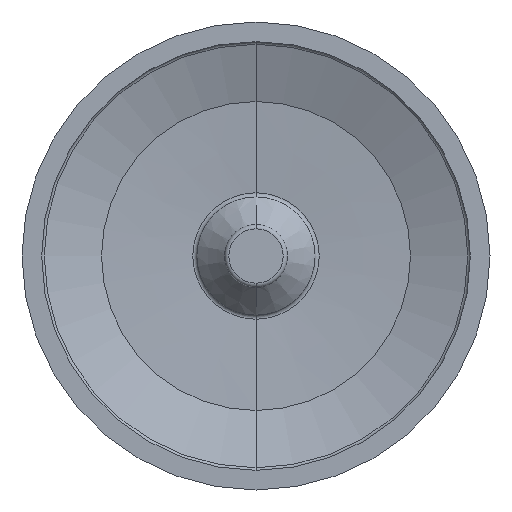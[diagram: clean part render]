
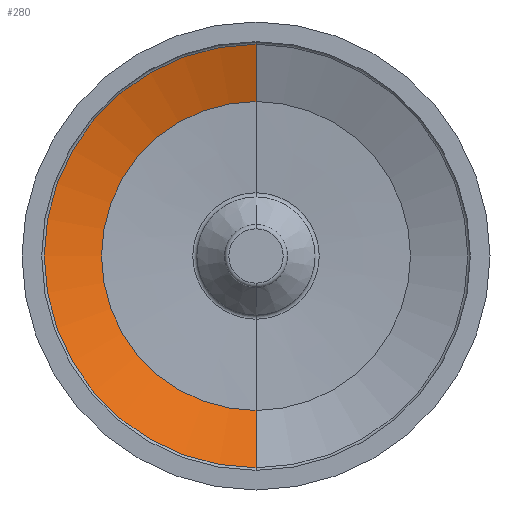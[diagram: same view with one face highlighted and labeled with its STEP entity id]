
A CAD part, front view. The second image highlights one B-rep face of the part: STEP entity #280.
In plain terms, the highlighted conical face has half-angle 70 degrees and reference radius 53.842 mm.
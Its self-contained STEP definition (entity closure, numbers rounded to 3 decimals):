
#2 = DIRECTION ( 'NONE',  ( 0., -0.342, -0.94 ) ) ;
#29 = CARTESIAN_POINT ( 'NONE',  ( 59.5, 7., -53.842 ) ) ;
#37 = ORIENTED_EDGE ( 'NONE', *, *, #998, .T. ) ;
#41 = DIRECTION ( 'NONE',  ( 0., -0.342, 0.94 ) ) ;
#46 = DIRECTION ( 'NONE',  ( 0., 0., 1. ) ) ;
#47 = DIRECTION ( 'NONE',  ( 0., 1., 0. ) ) ;
#53 = CARTESIAN_POINT ( 'NONE',  ( 59.5, 7., 0. ) ) ;
#55 = CARTESIAN_POINT ( 'NONE',  ( 59.5, 7., 53.842 ) ) ;
#60 = CARTESIAN_POINT ( 'NONE',  ( 59.5, 7., 53.842 ) ) ;
#87 = ORIENTED_EDGE ( 'NONE', *, *, #991, .F. ) ;
#117 = ORIENTED_EDGE ( 'NONE', *, *, #1000, .F. ) ;
#167 = VERTEX_POINT ( 'NONE', #650 ) ;
#237 = CONICAL_SURFACE ( 'NONE', #868, 53.842, 1.222 ) ;
#280 = ADVANCED_FACE ( 'NONE', ( #717 ), #237, .F. ) ;
#303 = EDGE_LOOP ( 'NONE', ( #743, #37, #87, #117 ) ) ;
#342 = AXIS2_PLACEMENT_3D ( 'NONE', #53, #47, #46 ) ;
#426 = LINE ( 'NONE', #60, #778 ) ;
#499 = DIRECTION ( 'NONE',  ( 0., -1., 0. ) ) ;
#576 = AXIS2_PLACEMENT_3D ( 'NONE', #602, #597, #592 ) ;
#592 = DIRECTION ( 'NONE',  ( 0., 0., 1. ) ) ;
#597 = DIRECTION ( 'NONE',  ( 0., 1., 0. ) ) ;
#602 = CARTESIAN_POINT ( 'NONE',  ( 59.5, 12.303, 0. ) ) ;
#621 = CARTESIAN_POINT ( 'NONE',  ( 59.5, 7., -53.842 ) ) ;
#650 = CARTESIAN_POINT ( 'NONE',  ( 59.5, 12.303, -39.273 ) ) ;
#657 = CARTESIAN_POINT ( 'NONE',  ( 59.5, 12.303, 39.273 ) ) ;
#691 = VERTEX_POINT ( 'NONE', #657 ) ;
#717 = FACE_OUTER_BOUND ( 'NONE', #303, .T. ) ;
#743 = ORIENTED_EDGE ( 'NONE', *, *, #896, .T. ) ;
#769 = VECTOR ( 'NONE', #2, 1000. ) ;
#774 = LINE ( 'NONE', #29, #769 ) ;
#778 = VECTOR ( 'NONE', #41, 1000. ) ;
#780 = CIRCLE ( 'NONE', #342, 53.842 ) ;
#833 = CIRCLE ( 'NONE', #576, 39.273 ) ;
#855 = DIRECTION ( 'NONE',  ( 0., 0., -1. ) ) ;
#868 = AXIS2_PLACEMENT_3D ( 'NONE', #897, #499, #855 ) ;
#895 = VERTEX_POINT ( 'NONE', #621 ) ;
#896 = EDGE_CURVE ( 'NONE', #167, #691, #833, .T. ) ;
#897 = CARTESIAN_POINT ( 'NONE',  ( 59.5, 7., 0. ) ) ;
#991 = EDGE_CURVE ( 'NONE', #895, #1003, #780, .T. ) ;
#998 = EDGE_CURVE ( 'NONE', #691, #1003, #426, .T. ) ;
#1000 = EDGE_CURVE ( 'NONE', #167, #895, #774, .T. ) ;
#1003 = VERTEX_POINT ( 'NONE', #55 ) ;
